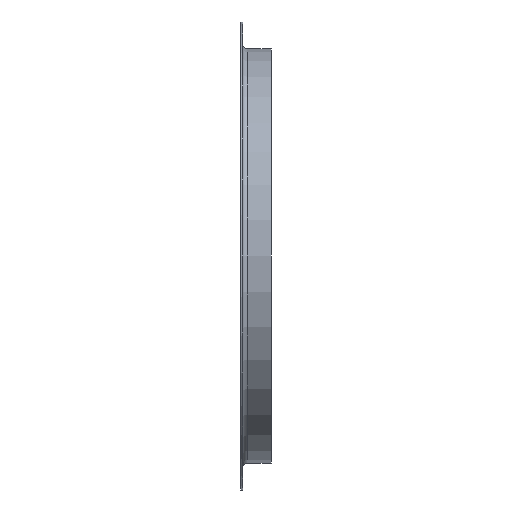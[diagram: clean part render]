
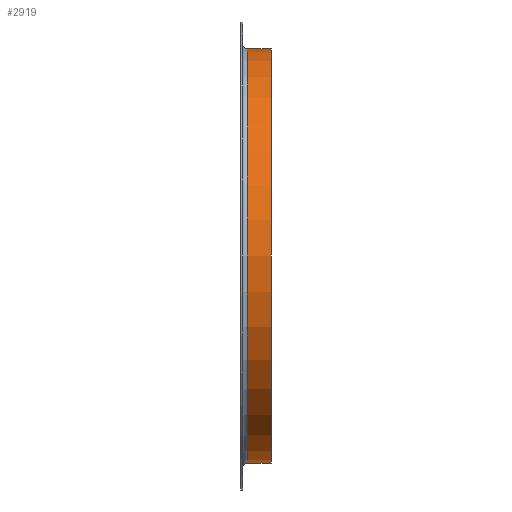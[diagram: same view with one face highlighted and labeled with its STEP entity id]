
A CAD part, front view. The second image highlights one B-rep face of the part: STEP entity #2919.
In plain terms, the highlighted cylindrical face has radius 303 mm (diameter 606 mm), a full revolution.
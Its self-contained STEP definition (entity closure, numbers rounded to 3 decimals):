
#1920 = EDGE_CURVE ( 'NONE', #6415, #6415, #4637, .T. ) ;
#2919 = ADVANCED_FACE ( 'NONE', ( #4049, #9044 ), #5109, .T. ) ;
#3462 = DIRECTION ( 'NONE',  ( 0., 0., 1. ) ) ;
#3728 = CARTESIAN_POINT ( 'NONE',  ( 45., 0., 0. ) ) ;
#3813 = VERTEX_POINT ( 'NONE', #15158 ) ;
#3964 = DIRECTION ( 'NONE',  ( -1., 0., 0. ) ) ;
#4049 = FACE_OUTER_BOUND ( 'NONE', #8523, .T. ) ;
#4358 = ORIENTED_EDGE ( 'NONE', *, *, #4810, .F. ) ;
#4637 = CIRCLE ( 'NONE', #10380, 303. ) ;
#4810 = EDGE_CURVE ( 'NONE', #3813, #3813, #8336, .T. ) ;
#5041 = CARTESIAN_POINT ( 'NONE',  ( 45., 0., 303. ) ) ;
#5109 = CYLINDRICAL_SURFACE ( 'NONE', #6746, 303. ) ;
#6415 = VERTEX_POINT ( 'NONE', #5041 ) ;
#6746 = AXIS2_PLACEMENT_3D ( 'NONE', #15403, #3964, #8965 ) ;
#7537 = EDGE_LOOP ( 'NONE', ( #8271 ) ) ;
#8271 = ORIENTED_EDGE ( 'NONE', *, *, #1920, .T. ) ;
#8336 = CIRCLE ( 'NONE', #14571, 303. ) ;
#8523 = EDGE_LOOP ( 'NONE', ( #4358 ) ) ;
#8965 = DIRECTION ( 'NONE',  ( 0., 0., 1. ) ) ;
#9044 = FACE_OUTER_BOUND ( 'NONE', #7537, .T. ) ;
#10380 = AXIS2_PLACEMENT_3D ( 'NONE', #3728, #11244, #14919 ) ;
#11244 = DIRECTION ( 'NONE',  ( -1., 0., 0. ) ) ;
#12350 = DIRECTION ( 'NONE',  ( -1., 0., 0. ) ) ;
#14571 = AXIS2_PLACEMENT_3D ( 'NONE', #16044, #12350, #3462 ) ;
#14919 = DIRECTION ( 'NONE',  ( 0., 0., 1. ) ) ;
#15158 = CARTESIAN_POINT ( 'NONE',  ( 10., 0., 303. ) ) ;
#15403 = CARTESIAN_POINT ( 'NONE',  ( 0., 0., 0. ) ) ;
#16044 = CARTESIAN_POINT ( 'NONE',  ( 10., 0., 0. ) ) ;
